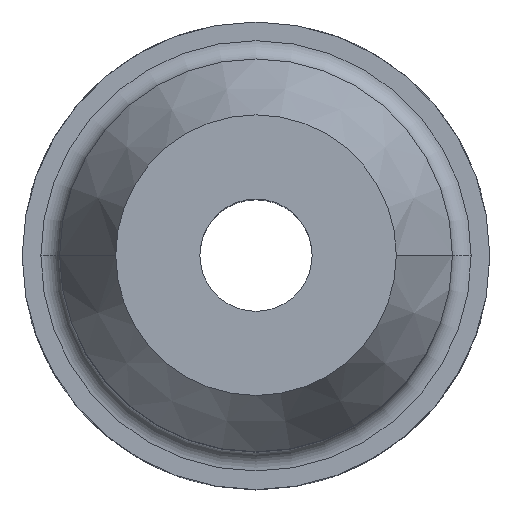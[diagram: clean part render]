
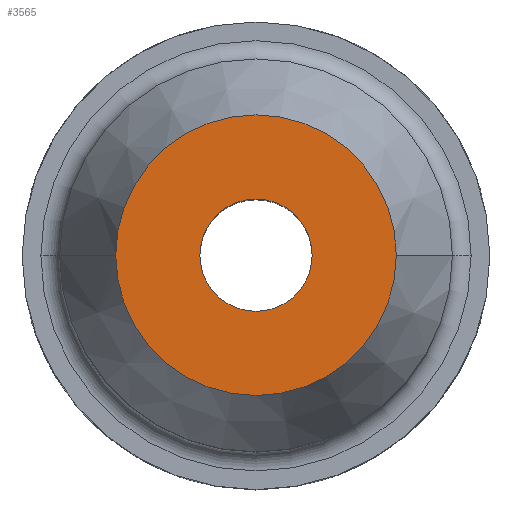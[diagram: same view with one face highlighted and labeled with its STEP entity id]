
A CAD part, top view. The second image highlights one B-rep face of the part: STEP entity #3565.
In plain terms, the highlighted planar face has unit normal (0, 0, 1).
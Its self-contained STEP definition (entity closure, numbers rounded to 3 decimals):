
#103 = EDGE_CURVE ( 'NONE', #2279, #841, #1891, .T. ) ;
#115 = CARTESIAN_POINT ( 'NONE',  ( 0., 0., 60. ) ) ;
#227 = CARTESIAN_POINT ( 'NONE',  ( -15., 0., 60. ) ) ;
#236 = VERTEX_POINT ( 'NONE', #3074 ) ;
#505 = AXIS2_PLACEMENT_3D ( 'NONE', #115, #1207, #2998 ) ;
#841 = VERTEX_POINT ( 'NONE', #227 ) ;
#937 = CIRCLE ( 'NONE', #3390, 6. ) ;
#1098 = DIRECTION ( 'NONE',  ( -1., 0., 0. ) ) ;
#1128 = CARTESIAN_POINT ( 'NONE',  ( -6., 0., 60. ) ) ;
#1207 = DIRECTION ( 'NONE',  ( 0., 0., -1. ) ) ;
#1368 = EDGE_CURVE ( 'NONE', #841, #2279, #2612, .T. ) ;
#1844 = DIRECTION ( 'NONE',  ( -1., 0., 0. ) ) ;
#1858 = CARTESIAN_POINT ( 'NONE',  ( 0., 0., 60. ) ) ;
#1891 = CIRCLE ( 'NONE', #505, 15. ) ;
#1905 = DIRECTION ( 'NONE',  ( 0., 0., -1. ) ) ;
#2040 = CIRCLE ( 'NONE', #3444, 6. ) ;
#2132 = EDGE_LOOP ( 'NONE', ( #2993, #4648 ) ) ;
#2196 = DIRECTION ( 'NONE',  ( 1., 0., 0. ) ) ;
#2217 = FACE_OUTER_BOUND ( 'NONE', #2347, .T. ) ;
#2279 = VERTEX_POINT ( 'NONE', #2683 ) ;
#2347 = EDGE_LOOP ( 'NONE', ( #3294, #4027 ) ) ;
#2504 = DIRECTION ( 'NONE',  ( 0., 0., 1. ) ) ;
#2612 = CIRCLE ( 'NONE', #2877, 15. ) ;
#2663 = CARTESIAN_POINT ( 'NONE',  ( 0., 0., 60. ) ) ;
#2683 = CARTESIAN_POINT ( 'NONE',  ( 15., 0., 60. ) ) ;
#2877 = AXIS2_PLACEMENT_3D ( 'NONE', #1858, #3989, #1844 ) ;
#2993 = ORIENTED_EDGE ( 'NONE', *, *, #4311, .T. ) ;
#2998 = DIRECTION ( 'NONE',  ( -1., 0., 0. ) ) ;
#3074 = CARTESIAN_POINT ( 'NONE',  ( 6., 0., 60. ) ) ;
#3225 = CARTESIAN_POINT ( 'NONE',  ( 0., 15., 60. ) ) ;
#3242 = DIRECTION ( 'NONE',  ( 0., 0., -1. ) ) ;
#3268 = CARTESIAN_POINT ( 'NONE',  ( 0., 0., 60. ) ) ;
#3294 = ORIENTED_EDGE ( 'NONE', *, *, #1368, .F. ) ;
#3305 = EDGE_CURVE ( 'NONE', #236, #3362, #937, .T. ) ;
#3362 = VERTEX_POINT ( 'NONE', #1128 ) ;
#3365 = AXIS2_PLACEMENT_3D ( 'NONE', #3225, #2504, #2196 ) ;
#3390 = AXIS2_PLACEMENT_3D ( 'NONE', #3268, #3242, #1098 ) ;
#3444 = AXIS2_PLACEMENT_3D ( 'NONE', #2663, #1905, #4458 ) ;
#3565 = ADVANCED_FACE ( 'NONE', ( #4172, #2217 ), #4295, .T. ) ;
#3989 = DIRECTION ( 'NONE',  ( 0., 0., -1. ) ) ;
#4027 = ORIENTED_EDGE ( 'NONE', *, *, #103, .F. ) ;
#4172 = FACE_BOUND ( 'NONE', #2132, .T. ) ;
#4295 = PLANE ( 'NONE',  #3365 ) ;
#4311 = EDGE_CURVE ( 'NONE', #3362, #236, #2040, .T. ) ;
#4458 = DIRECTION ( 'NONE',  ( -1., 0., 0. ) ) ;
#4648 = ORIENTED_EDGE ( 'NONE', *, *, #3305, .T. ) ;
